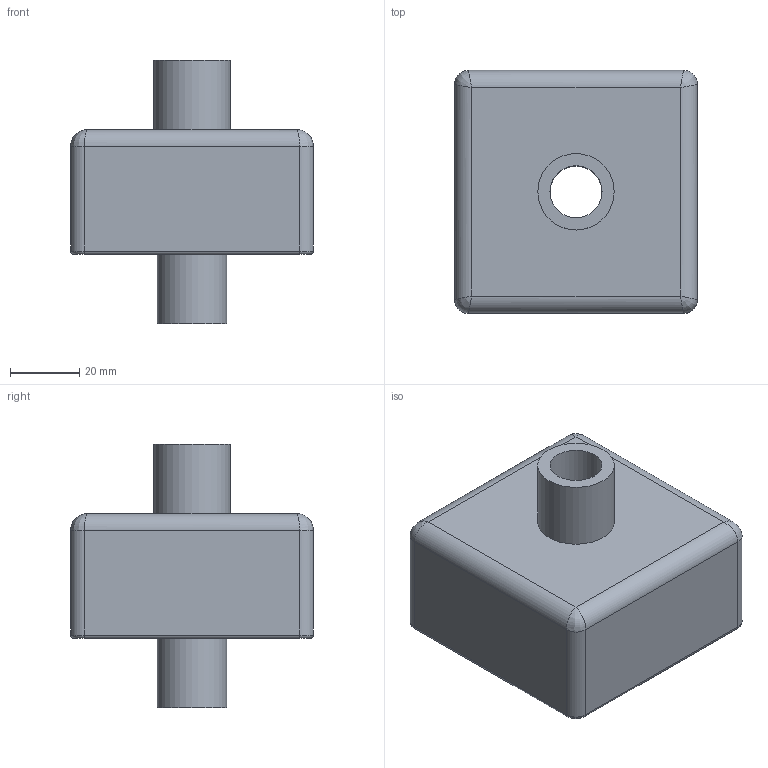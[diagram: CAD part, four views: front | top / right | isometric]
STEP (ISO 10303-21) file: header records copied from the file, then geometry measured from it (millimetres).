
FILE_DESCRIPTION(/* description */ (''),/* implementation_level */ '2;1');
FILE_NAME(/* name */ 'Patient Filter Box V1.step',/* time_stamp */ '2020-04-24T13:38:34+02:00',/* author */ (''),/* organization */ (''),/* preprocessor_version */ 'ST-DEVELOPER v18.1',/* originating_system */ 'Autodesk Translation Framework v9.2.0.1227',/* authorisation */ '');
FILE_SCHEMA (('AUTOMOTIVE_DESIGN { 1 0 10303 214 3 1 1 }'));
Length unit declared in the file: millimetre
Products named in the file (4): Patient Filter Box V1; Joint; Top case; Bottom case
Assembly tree (3 placements, depth 2):
  Patient Filter Box V1
    Joint
    Top case
    Bottom case
Bounding box: 70 x 70 x 76 mm (x, y, z)
Volume: 65426.1 mm3; surface area: 44898 mm2
Topology: 4 solids, 4 shells, 109 faces, 264 edges, 167 vertices
Faces by surface type: plane 60, cylinder 37, cone 4, bspline 4, torus 4
Full cylindrical faces by diameter (mm): 15 x1, 15.01 x2, 20 x1, 22 x1
Entity records: 3425 total; most frequent: CARTESIAN_POINT 699, DIRECTION 571, ORIENTED_EDGE 520, EDGE_CURVE 260, AXIS2_PLACEMENT_3D 199, LINE 173, VECTOR 173, VERTEX_POINT 167
